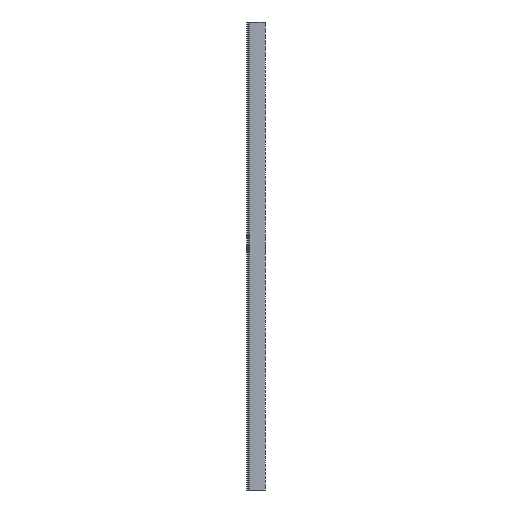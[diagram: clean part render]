
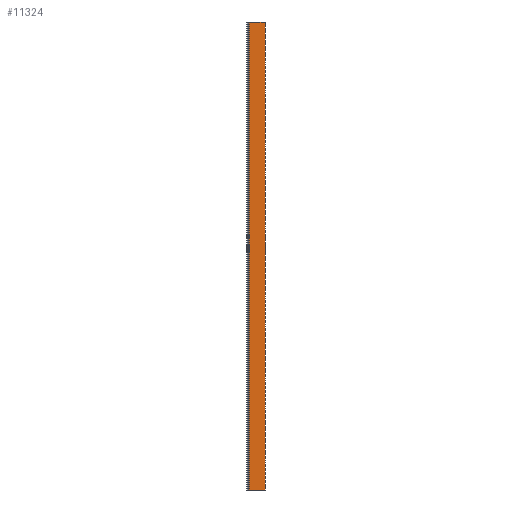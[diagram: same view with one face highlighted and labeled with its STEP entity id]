
A CAD part, left-side view. The second image highlights one B-rep face of the part: STEP entity #11324.
In plain terms, the highlighted planar face has unit normal (-1, 0, 0).
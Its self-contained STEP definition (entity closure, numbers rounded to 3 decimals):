
#283 = CARTESIAN_POINT ( 'NONE',  ( -15., 67.6, 2000. ) ) ;
#324 = LINE ( 'NONE', #8424, #5002 ) ;
#654 = EDGE_CURVE ( 'NONE', #11989, #689, #10714, .T. ) ;
#689 = VERTEX_POINT ( 'NONE', #1917 ) ;
#749 = DIRECTION ( 'NONE',  ( 0., -1., 0. ) ) ;
#942 = AXIS2_PLACEMENT_3D ( 'NONE', #9159, #11151, #5106 ) ;
#962 = VERTEX_POINT ( 'NONE', #2866 ) ;
#1193 = PLANE ( 'NONE',  #942 ) ;
#1917 = CARTESIAN_POINT ( 'NONE',  ( -15., 0.3, 2000. ) ) ;
#2574 = DIRECTION ( 'NONE',  ( 0., 0., -1. ) ) ;
#2866 = CARTESIAN_POINT ( 'NONE',  ( -15., 68.533, 2000. ) ) ;
#2881 = CARTESIAN_POINT ( 'NONE',  ( -15., 0.3, 2000. ) ) ;
#3682 = VECTOR ( 'NONE', #10122, 1000. ) ;
#3687 = EDGE_CURVE ( 'NONE', #962, #12202, #324, .T. ) ;
#4057 = CARTESIAN_POINT ( 'NONE',  ( -15., 0.3, 0. ) ) ;
#5002 = VECTOR ( 'NONE', #2574, 1000. ) ;
#5106 = DIRECTION ( 'NONE',  ( 0., 1., 0. ) ) ;
#5569 = VECTOR ( 'NONE', #10648, 1000. ) ;
#5640 = LINE ( 'NONE', #9562, #12709 ) ;
#7165 = EDGE_LOOP ( 'NONE', ( #11116, #9301, #9042, #10001 ) ) ;
#7878 = EDGE_CURVE ( 'NONE', #962, #689, #9030, .T. ) ;
#8424 = CARTESIAN_POINT ( 'NONE',  ( -15., 68.533, 2000. ) ) ;
#9030 = LINE ( 'NONE', #283, #3682 ) ;
#9042 = ORIENTED_EDGE ( 'NONE', *, *, #7878, .F. ) ;
#9159 = CARTESIAN_POINT ( 'NONE',  ( -15., 67.6, 2000. ) ) ;
#9301 = ORIENTED_EDGE ( 'NONE', *, *, #654, .T. ) ;
#9562 = CARTESIAN_POINT ( 'NONE',  ( -15., 67.6, 0. ) ) ;
#9997 = FACE_OUTER_BOUND ( 'NONE', #7165, .T. ) ;
#10001 = ORIENTED_EDGE ( 'NONE', *, *, #3687, .T. ) ;
#10122 = DIRECTION ( 'NONE',  ( 0., -1., 0. ) ) ;
#10648 = DIRECTION ( 'NONE',  ( 0., 0., 1. ) ) ;
#10714 = LINE ( 'NONE', #2881, #5569 ) ;
#10722 = CARTESIAN_POINT ( 'NONE',  ( -15., 68.533, 0. ) ) ;
#10830 = EDGE_CURVE ( 'NONE', #12202, #11989, #5640, .T. ) ;
#11116 = ORIENTED_EDGE ( 'NONE', *, *, #10830, .T. ) ;
#11151 = DIRECTION ( 'NONE',  ( 1., 0., 0. ) ) ;
#11324 = ADVANCED_FACE ( 'NONE', ( #9997 ), #1193, .F. ) ;
#11989 = VERTEX_POINT ( 'NONE', #4057 ) ;
#12202 = VERTEX_POINT ( 'NONE', #10722 ) ;
#12709 = VECTOR ( 'NONE', #749, 1000. ) ;
